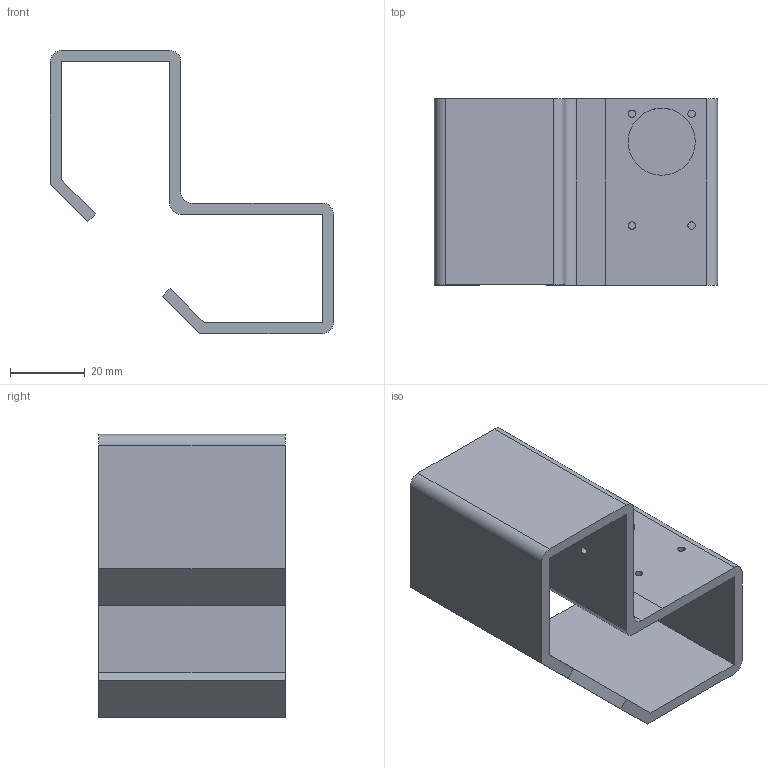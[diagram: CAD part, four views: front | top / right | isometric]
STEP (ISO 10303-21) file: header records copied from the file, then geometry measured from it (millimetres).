
FILE_DESCRIPTION(/* description */ (''),/* implementation_level */ '2;1');
FILE_NAME(/* name */ 'servoframe v9.step',/* time_stamp */ '2025-10-28T21:47:28-04:00',/* author */ (''),/* organization */ (''),/* preprocessor_version */ 'ST-DEVELOPER v20.1',/* originating_system */ 'Autodesk Translation Framework v14.17.0.0',/* authorisation */ '');
FILE_SCHEMA (('AUTOMOTIVE_DESIGN { 1 0 10303 214 3 1 1 }'));
Length unit declared in the file: millimetre
Products named in the file (1): servoframe
Bounding box: 76 x 50 x 76 mm (x, y, z)
Volume: 34131.4 mm3; surface area: 24844.9 mm2
Topology: 1 solids, 1 shells, 37 faces, 105 edges, 70 vertices
Faces by surface type: plane 21, cylinder 16
Full cylindrical faces by diameter (mm): 2 x8, 18 x2
Entity records: 1284 total; most frequent: DIRECTION 213, CARTESIAN_POINT 213, ORIENTED_EDGE 210, EDGE_CURVE 105, LINE 73, VECTOR 73, VERTEX_POINT 70, AXIS2_PLACEMENT_3D 70
